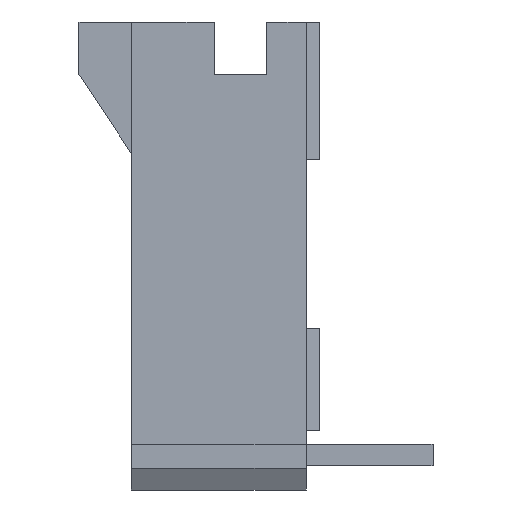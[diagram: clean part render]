
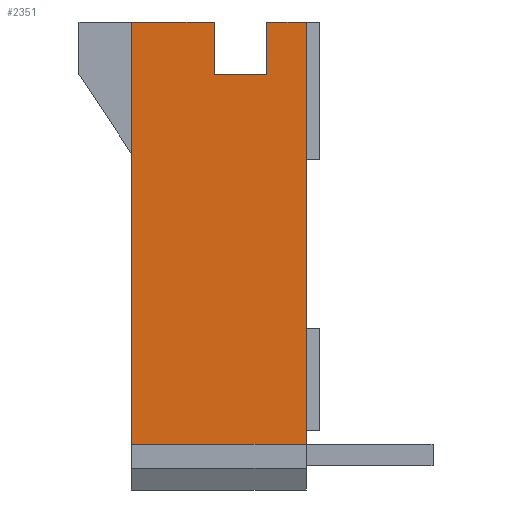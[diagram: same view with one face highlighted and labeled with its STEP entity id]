
A CAD part, left-side view. The second image highlights one B-rep face of the part: STEP entity #2351.
In plain terms, the highlighted planar face has unit normal (-1, 0, 0).
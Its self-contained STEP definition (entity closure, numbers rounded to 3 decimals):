
#134=DIRECTION('',(0.,0.,1.));
#135=VECTOR('',#134,1.52);
#136=CARTESIAN_POINT('',(-6.285,0.13,-1.52));
#137=LINE('',#136,#135);
#138=DIRECTION('',(0.,1.,0.));
#139=VECTOR('',#138,1.52);
#140=CARTESIAN_POINT('',(-6.285,-1.39,-1.52));
#141=LINE('',#140,#139);
#142=DIRECTION('',(0.,0.,-1.));
#143=VECTOR('',#142,1.52);
#144=CARTESIAN_POINT('',(-6.285,-1.39,0.));
#145=LINE('',#144,#143);
#146=DIRECTION('',(0.,-1.,0.));
#147=VECTOR('',#146,1.15);
#148=CARTESIAN_POINT('',(-6.285,-1.39,0.));
#149=LINE('',#148,#147);
#150=DIRECTION('',(0.,0.,-1.));
#151=VECTOR('',#150,12.255);
#152=CARTESIAN_POINT('',(-6.285,-2.54,0.));
#153=LINE('',#152,#151);
#154=DIRECTION('',(0.,1.,0.));
#155=VECTOR('',#154,5.08);
#156=CARTESIAN_POINT('',(-6.285,-2.54,-12.255));
#157=LINE('',#156,#155);
#158=DIRECTION('',(0.,-1.,0.));
#159=VECTOR('',#158,2.41);
#160=CARTESIAN_POINT('',(-6.285,2.54,0.));
#161=LINE('',#160,#159);
#342=DIRECTION('',(0.,0.,-1.));
#343=VECTOR('',#342,12.255);
#344=CARTESIAN_POINT('',(-6.285,2.54,0.));
#345=LINE('',#344,#343);
#1856=CARTESIAN_POINT('',(-6.285,-2.54,0.));
#1857=CARTESIAN_POINT('',(-6.285,-2.54,-12.255));
#1858=VERTEX_POINT('',#1856);
#1859=VERTEX_POINT('',#1857);
#1862=CARTESIAN_POINT('',(-6.285,0.13,-1.52));
#1863=CARTESIAN_POINT('',(-6.285,0.13,0.));
#1864=VERTEX_POINT('',#1862);
#1865=VERTEX_POINT('',#1863);
#1866=CARTESIAN_POINT('',(-6.285,-1.39,0.));
#1867=CARTESIAN_POINT('',(-6.285,-1.39,-1.52));
#1868=VERTEX_POINT('',#1866);
#1869=VERTEX_POINT('',#1867);
#1926=CARTESIAN_POINT('',(-6.285,2.54,0.));
#1927=VERTEX_POINT('',#1926);
#1946=CARTESIAN_POINT('',(-6.285,2.54,-12.255));
#1947=VERTEX_POINT('',#1946);
#2328=CARTESIAN_POINT('',(-6.285,0.,0.));
#2329=DIRECTION('',(1.,0.,0.));
#2330=DIRECTION('',(0.,0.,-1.));
#2331=AXIS2_PLACEMENT_3D('',#2328,#2329,#2330);
#2332=PLANE('',#2331);
#2334=ORIENTED_EDGE('',*,*,#2333,.F.);
#2336=ORIENTED_EDGE('',*,*,#2335,.F.);
#2338=ORIENTED_EDGE('',*,*,#2337,.F.);
#2340=ORIENTED_EDGE('',*,*,#2339,.T.);
#2342=ORIENTED_EDGE('',*,*,#2341,.T.);
#2344=ORIENTED_EDGE('',*,*,#2343,.T.);
#2346=ORIENTED_EDGE('',*,*,#2345,.F.);
#2348=ORIENTED_EDGE('',*,*,#2347,.T.);
#2349=EDGE_LOOP('',(#2334,#2336,#2338,#2340,#2342,#2344,#2346,#2348));
#2350=FACE_OUTER_BOUND('',#2349,.F.);
#2333=EDGE_CURVE('',#1864,#1865,#137,.T.);
#2335=EDGE_CURVE('',#1869,#1864,#141,.T.);
#2337=EDGE_CURVE('',#1868,#1869,#145,.T.);
#2339=EDGE_CURVE('',#1868,#1858,#149,.T.);
#2341=EDGE_CURVE('',#1858,#1859,#153,.T.);
#2343=EDGE_CURVE('',#1859,#1947,#157,.T.);
#2345=EDGE_CURVE('',#1927,#1947,#345,.T.);
#2347=EDGE_CURVE('',#1927,#1865,#161,.T.);
#2351=ADVANCED_FACE('',(#2350),#2332,.F.);
